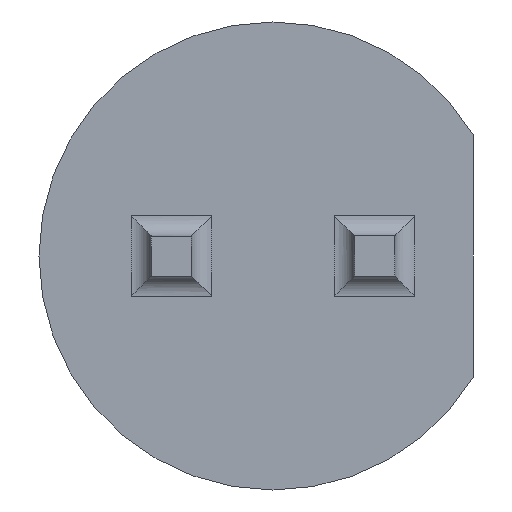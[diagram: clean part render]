
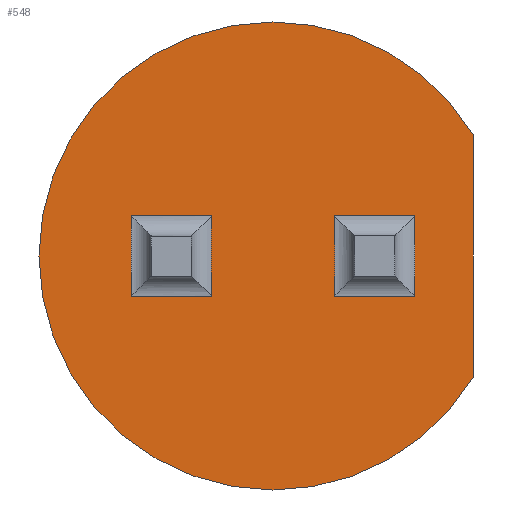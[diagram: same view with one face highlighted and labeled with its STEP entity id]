
A CAD part, front view. The second image highlights one B-rep face of the part: STEP entity #548.
In plain terms, the highlighted planar face has unit normal (0, -1, 0).
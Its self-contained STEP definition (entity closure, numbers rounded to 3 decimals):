
#13 = AXIS2_PLACEMENT_3D ( 'NONE', #423, #676, #368 ) ;
#16 = EDGE_LOOP ( 'NONE', ( #439, #620, #688, #786 ) ) ;
#17 = EDGE_CURVE ( 'NONE', #429, #169, #378, .T. ) ;
#26 = DIRECTION ( 'NONE',  ( 0., 1., 0. ) ) ;
#39 = DIRECTION ( 'NONE',  ( 0., 0., -1. ) ) ;
#41 = LINE ( 'NONE', #748, #468 ) ;
#79 = ORIENTED_EDGE ( 'NONE', *, *, #638, .F. ) ;
#84 = CARTESIAN_POINT ( 'NONE',  ( 0.77, 0., 0.25 ) ) ;
#87 = DIRECTION ( 'NONE',  ( 0., 1., 0. ) ) ;
#89 = VECTOR ( 'NONE', #348, 1000. ) ;
#102 = VERTEX_POINT ( 'NONE', #701 ) ;
#105 = VECTOR ( 'NONE', #186, 1000. ) ;
#109 = CARTESIAN_POINT ( 'NONE',  ( -1.77, 0., -0.5 ) ) ;
#141 = CARTESIAN_POINT ( 'NONE',  ( 1.77, 0., -0.5 ) ) ;
#147 = EDGE_CURVE ( 'NONE', #324, #590, #588, .T. ) ;
#155 = EDGE_LOOP ( 'NONE', ( #724, #672, #417, #563 ) ) ;
#160 = AXIS2_PLACEMENT_3D ( 'NONE', #665, #87, #609 ) ;
#162 = ORIENTED_EDGE ( 'NONE', *, *, #17, .F. ) ;
#167 = CARTESIAN_POINT ( 'NONE',  ( 2.5, 0., -1.518 ) ) ;
#168 = LINE ( 'NONE', #287, #790 ) ;
#169 = VERTEX_POINT ( 'NONE', #331 ) ;
#177 = DIRECTION ( 'NONE',  ( -1., 0., 0. ) ) ;
#186 = DIRECTION ( 'NONE',  ( 1., 0., 0. ) ) ;
#199 = AXIS2_PLACEMENT_3D ( 'NONE', #466, #464, #785 ) ;
#200 = CARTESIAN_POINT ( 'NONE',  ( 0., 0., -2.925 ) ) ;
#216 = CARTESIAN_POINT ( 'NONE',  ( 1.77, 0., 0.5 ) ) ;
#226 = DIRECTION ( 'NONE',  ( 0., 0., 1. ) ) ;
#228 = CARTESIAN_POINT ( 'NONE',  ( 1.02, 0., -0.5 ) ) ;
#231 = VECTOR ( 'NONE', #372, 1000. ) ;
#240 = LINE ( 'NONE', #500, #278 ) ;
#244 = LINE ( 'NONE', #434, #613 ) ;
#253 = DIRECTION ( 'NONE',  ( 1., 0., 0. ) ) ;
#262 = EDGE_CURVE ( 'NONE', #590, #453, #41, .T. ) ;
#267 = CARTESIAN_POINT ( 'NONE',  ( 1.52, 0., 0.5 ) ) ;
#269 = FACE_BOUND ( 'NONE', #16, .T. ) ;
#278 = VECTOR ( 'NONE', #226, 1000. ) ;
#281 = EDGE_LOOP ( 'NONE', ( #817, #79, #662, #162 ) ) ;
#285 = CARTESIAN_POINT ( 'NONE',  ( 2.5, 0., -1.788 ) ) ;
#287 = CARTESIAN_POINT ( 'NONE',  ( -1.52, 0., -0.5 ) ) ;
#292 = DIRECTION ( 'NONE',  ( 0., 0., 1. ) ) ;
#298 = VERTEX_POINT ( 'NONE', #167 ) ;
#314 = VECTOR ( 'NONE', #253, 1000. ) ;
#324 = VERTEX_POINT ( 'NONE', #420 ) ;
#331 = CARTESIAN_POINT ( 'NONE',  ( 0., 0., 2.925 ) ) ;
#335 = AXIS2_PLACEMENT_3D ( 'NONE', #671, #26, #292 ) ;
#340 = LINE ( 'NONE', #84, #89 ) ;
#345 = CARTESIAN_POINT ( 'NONE',  ( 0.77, 0., -0.5 ) ) ;
#346 = VERTEX_POINT ( 'NONE', #109 ) ;
#348 = DIRECTION ( 'NONE',  ( 0., 0., 1. ) ) ;
#349 = VERTEX_POINT ( 'NONE', #630 ) ;
#350 = EDGE_CURVE ( 'NONE', #102, #349, #244, .T. ) ;
#365 = EDGE_CURVE ( 'NONE', #346, #465, #240, .T. ) ;
#368 = DIRECTION ( 'NONE',  ( 0., 0., 1. ) ) ;
#372 = DIRECTION ( 'NONE',  ( -1., 0., 0. ) ) ;
#378 = CIRCLE ( 'NONE', #13, 2.925 ) ;
#417 = ORIENTED_EDGE ( 'NONE', *, *, #365, .T. ) ;
#418 = LINE ( 'NONE', #285, #646 ) ;
#420 = CARTESIAN_POINT ( 'NONE',  ( 0.77, 0., 0.5 ) ) ;
#423 = CARTESIAN_POINT ( 'NONE',  ( 0., 0., 0. ) ) ;
#429 = VERTEX_POINT ( 'NONE', #200 ) ;
#434 = CARTESIAN_POINT ( 'NONE',  ( -0.77, 0., -0.25 ) ) ;
#439 = ORIENTED_EDGE ( 'NONE', *, *, #147, .T. ) ;
#453 = VERTEX_POINT ( 'NONE', #141 ) ;
#454 = CARTESIAN_POINT ( 'NONE',  ( -1.02, 0., 0.5 ) ) ;
#464 = DIRECTION ( 'NONE',  ( 0., 1., 0. ) ) ;
#465 = VERTEX_POINT ( 'NONE', #571 ) ;
#466 = CARTESIAN_POINT ( 'NONE',  ( 0., 0., 0. ) ) ;
#468 = VECTOR ( 'NONE', #802, 1000. ) ;
#469 = PLANE ( 'NONE',  #199 ) ;
#500 = CARTESIAN_POINT ( 'NONE',  ( -1.77, 0., 0.25 ) ) ;
#516 = VERTEX_POINT ( 'NONE', #345 ) ;
#527 = FACE_OUTER_BOUND ( 'NONE', #281, .T. ) ;
#529 = EDGE_CURVE ( 'NONE', #516, #324, #340, .T. ) ;
#542 = CARTESIAN_POINT ( 'NONE',  ( 2.5, 0., 1.518 ) ) ;
#548 = ADVANCED_FACE ( 'NONE', ( #269, #661, #527 ), #469, .F. ) ;
#563 = ORIENTED_EDGE ( 'NONE', *, *, #732, .T. ) ;
#571 = CARTESIAN_POINT ( 'NONE',  ( -1.77, 0., 0.5 ) ) ;
#588 = LINE ( 'NONE', #267, #105 ) ;
#590 = VERTEX_POINT ( 'NONE', #216 ) ;
#591 = EDGE_CURVE ( 'NONE', #169, #644, #772, .T. ) ;
#598 = EDGE_CURVE ( 'NONE', #298, #429, #629, .T. ) ;
#609 = DIRECTION ( 'NONE',  ( 0., 0., 1. ) ) ;
#613 = VECTOR ( 'NONE', #687, 1000. ) ;
#620 = ORIENTED_EDGE ( 'NONE', *, *, #262, .T. ) ;
#621 = EDGE_CURVE ( 'NONE', #349, #346, #168, .T. ) ;
#629 = CIRCLE ( 'NONE', #335, 2.925 ) ;
#630 = CARTESIAN_POINT ( 'NONE',  ( -0.77, 0., -0.5 ) ) ;
#638 = EDGE_CURVE ( 'NONE', #644, #298, #418, .T. ) ;
#644 = VERTEX_POINT ( 'NONE', #542 ) ;
#646 = VECTOR ( 'NONE', #39, 1000. ) ;
#661 = FACE_BOUND ( 'NONE', #155, .T. ) ;
#662 = ORIENTED_EDGE ( 'NONE', *, *, #591, .F. ) ;
#665 = CARTESIAN_POINT ( 'NONE',  ( 0., 0., 0. ) ) ;
#670 = EDGE_CURVE ( 'NONE', #453, #516, #800, .T. ) ;
#671 = CARTESIAN_POINT ( 'NONE',  ( 0., 0., 0. ) ) ;
#672 = ORIENTED_EDGE ( 'NONE', *, *, #621, .T. ) ;
#676 = DIRECTION ( 'NONE',  ( 0., 1., 0. ) ) ;
#687 = DIRECTION ( 'NONE',  ( 0., 0., -1. ) ) ;
#688 = ORIENTED_EDGE ( 'NONE', *, *, #670, .T. ) ;
#701 = CARTESIAN_POINT ( 'NONE',  ( -0.77, 0., 0.5 ) ) ;
#724 = ORIENTED_EDGE ( 'NONE', *, *, #350, .T. ) ;
#732 = EDGE_CURVE ( 'NONE', #465, #102, #753, .T. ) ;
#748 = CARTESIAN_POINT ( 'NONE',  ( 1.77, 0., -0.25 ) ) ;
#753 = LINE ( 'NONE', #454, #314 ) ;
#772 = CIRCLE ( 'NONE', #160, 2.925 ) ;
#785 = DIRECTION ( 'NONE',  ( 0., 0., 1. ) ) ;
#786 = ORIENTED_EDGE ( 'NONE', *, *, #529, .T. ) ;
#790 = VECTOR ( 'NONE', #177, 1000. ) ;
#800 = LINE ( 'NONE', #228, #231 ) ;
#802 = DIRECTION ( 'NONE',  ( 0., 0., -1. ) ) ;
#817 = ORIENTED_EDGE ( 'NONE', *, *, #598, .F. ) ;
